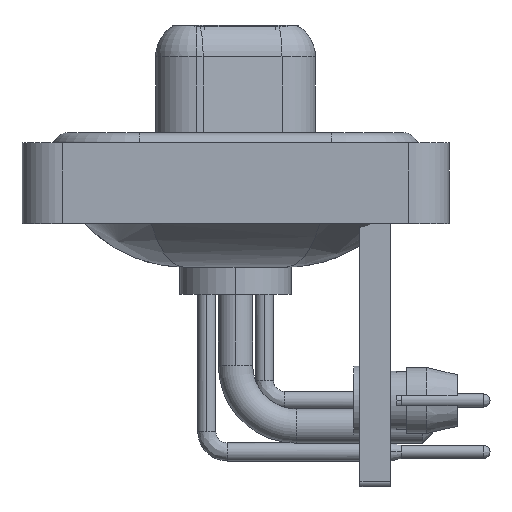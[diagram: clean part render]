
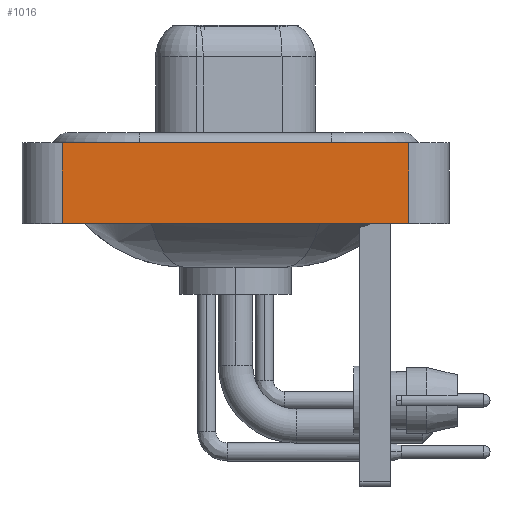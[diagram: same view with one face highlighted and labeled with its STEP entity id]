
A CAD part, left-side view. The second image highlights one B-rep face of the part: STEP entity #1016.
In plain terms, the highlighted planar face has unit normal (-1, 0, 0).
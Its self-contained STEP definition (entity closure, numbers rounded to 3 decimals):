
#88 = CARTESIAN_POINT ( 'NONE',  ( -7.3, -8.55, 0.4 ) ) ;
#858 = FACE_OUTER_BOUND ( 'NONE', #5659, .T. ) ;
#1016 = ADVANCED_FACE ( 'NONE', ( #858 ), #21934, .T. ) ;
#1641 = ORIENTED_EDGE ( 'NONE', *, *, #2285, .F. ) ;
#2285 = EDGE_CURVE ( 'NONE', #3213, #6120, #16039, .T. ) ;
#3213 = VERTEX_POINT ( 'NONE', #10202 ) ;
#3303 = EDGE_CURVE ( 'NONE', #7052, #11895, #10320, .T. ) ;
#4622 = VECTOR ( 'NONE', #15455, 1000. ) ;
#5497 = CARTESIAN_POINT ( 'NONE',  ( -7.3, -8.55, -3.6 ) ) ;
#5659 = EDGE_LOOP ( 'NONE', ( #6213, #1641, #8666, #22523 ) ) ;
#6120 = VERTEX_POINT ( 'NONE', #21745 ) ;
#6213 = ORIENTED_EDGE ( 'NONE', *, *, #13907, .T. ) ;
#6545 = VECTOR ( 'NONE', #8241, 1000. ) ;
#7052 = VERTEX_POINT ( 'NONE', #21136 ) ;
#8241 = DIRECTION ( 'NONE',  ( 0., 0., 1. ) ) ;
#8470 = CARTESIAN_POINT ( 'NONE',  ( -7.3, -8.55, -3.6 ) ) ;
#8666 = ORIENTED_EDGE ( 'NONE', *, *, #20837, .F. ) ;
#8679 = CARTESIAN_POINT ( 'NONE',  ( -7.3, -8.55, -3.6 ) ) ;
#9486 = DIRECTION ( 'NONE',  ( -1., 0., 0. ) ) ;
#9993 = VECTOR ( 'NONE', #19112, 1000. ) ;
#10202 = CARTESIAN_POINT ( 'NONE',  ( -7.3, 8.55, 0.4 ) ) ;
#10320 = LINE ( 'NONE', #8679, #4622 ) ;
#10336 = LINE ( 'NONE', #8470, #6545 ) ;
#10424 = AXIS2_PLACEMENT_3D ( 'NONE', #16596, #9486, #13197 ) ;
#11888 = CARTESIAN_POINT ( 'NONE',  ( -7.3, 8.55, -3.6 ) ) ;
#11895 = VERTEX_POINT ( 'NONE', #5497 ) ;
#13197 = DIRECTION ( 'NONE',  ( 0., 0., 1. ) ) ;
#13907 = EDGE_CURVE ( 'NONE', #11895, #6120, #10336, .T. ) ;
#14169 = DIRECTION ( 'NONE',  ( 0., -1., 0. ) ) ;
#14979 = VECTOR ( 'NONE', #14169, 1000. ) ;
#15393 = LINE ( 'NONE', #11888, #9993 ) ;
#15455 = DIRECTION ( 'NONE',  ( 0., -1., 0. ) ) ;
#16039 = LINE ( 'NONE', #88, #14979 ) ;
#16596 = CARTESIAN_POINT ( 'NONE',  ( -7.3, -8.55, -3.6 ) ) ;
#19112 = DIRECTION ( 'NONE',  ( 0., 0., 1. ) ) ;
#20837 = EDGE_CURVE ( 'NONE', #7052, #3213, #15393, .T. ) ;
#21136 = CARTESIAN_POINT ( 'NONE',  ( -7.3, 8.55, -3.6 ) ) ;
#21745 = CARTESIAN_POINT ( 'NONE',  ( -7.3, -8.55, 0.4 ) ) ;
#21934 = PLANE ( 'NONE',  #10424 ) ;
#22523 = ORIENTED_EDGE ( 'NONE', *, *, #3303, .T. ) ;
